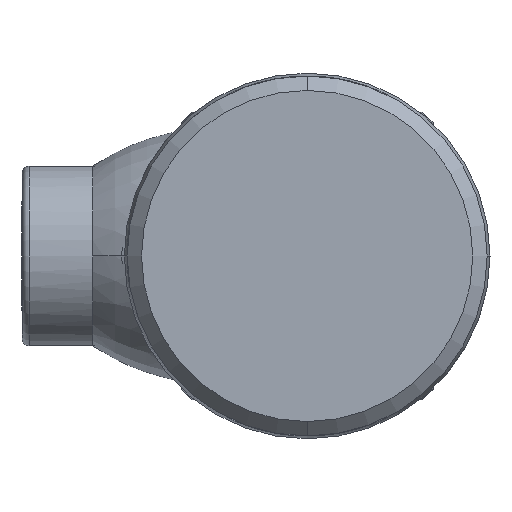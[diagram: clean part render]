
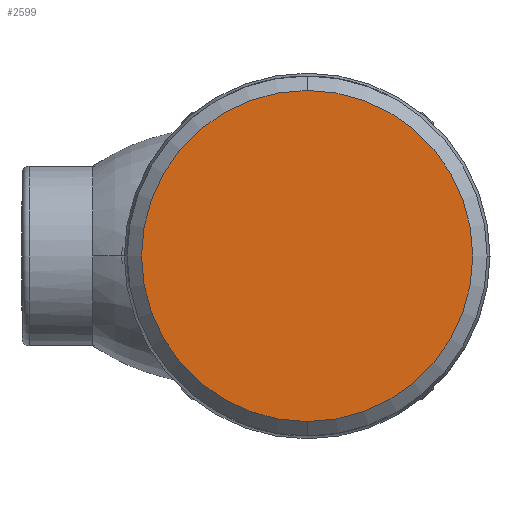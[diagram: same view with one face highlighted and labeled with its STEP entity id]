
A CAD part, left-side view. The second image highlights one B-rep face of the part: STEP entity #2599.
In plain terms, the highlighted planar face has unit normal (-1, 0, 0).
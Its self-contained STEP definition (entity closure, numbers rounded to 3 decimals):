
#140 = CARTESIAN_POINT ( 'NONE',  ( 0., 0., 23. ) ) ;
#205 = VERTEX_POINT ( 'NONE', #352 ) ;
#317 = DIRECTION ( 'NONE',  ( 1., 0., 0. ) ) ;
#352 = CARTESIAN_POINT ( 'NONE',  ( 0., 0., -23. ) ) ;
#481 = DIRECTION ( 'NONE',  ( -1., 0., 0. ) ) ;
#517 = EDGE_CURVE ( 'NONE', #205, #2885, #1651, .T. ) ;
#892 = AXIS2_PLACEMENT_3D ( 'NONE', #1735, #317, #2313 ) ;
#1443 = PLANE ( 'NONE',  #892 ) ;
#1510 = EDGE_CURVE ( 'NONE', #2885, #205, #2998, .T. ) ;
#1587 = DIRECTION ( 'NONE',  ( -1., 0., 0. ) ) ;
#1651 = CIRCLE ( 'NONE', #3615, 23. ) ;
#1735 = CARTESIAN_POINT ( 'NONE',  ( 0., 0., 0. ) ) ;
#2187 = CARTESIAN_POINT ( 'NONE',  ( 0., 0., 0. ) ) ;
#2313 = DIRECTION ( 'NONE',  ( 0., 0., 1. ) ) ;
#2484 = DIRECTION ( 'NONE',  ( 0., 0., 1. ) ) ;
#2546 = EDGE_LOOP ( 'NONE', ( #2742, #3583 ) ) ;
#2599 = ADVANCED_FACE ( 'NONE', ( #3217 ), #1443, .F. ) ;
#2742 = ORIENTED_EDGE ( 'NONE', *, *, #1510, .T. ) ;
#2885 = VERTEX_POINT ( 'NONE', #140 ) ;
#2914 = AXIS2_PLACEMENT_3D ( 'NONE', #2187, #481, #2484 ) ;
#2998 = CIRCLE ( 'NONE', #2914, 23. ) ;
#3217 = FACE_OUTER_BOUND ( 'NONE', #2546, .T. ) ;
#3340 = CARTESIAN_POINT ( 'NONE',  ( 0., 0., 0. ) ) ;
#3583 = ORIENTED_EDGE ( 'NONE', *, *, #517, .T. ) ;
#3615 = AXIS2_PLACEMENT_3D ( 'NONE', #3340, #1587, #3635 ) ;
#3635 = DIRECTION ( 'NONE',  ( 0., 0., 1. ) ) ;
